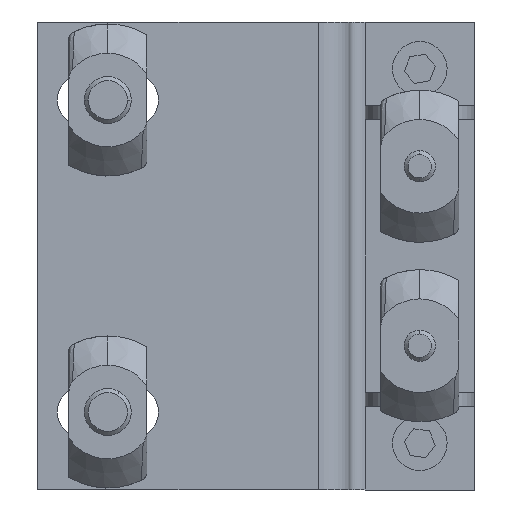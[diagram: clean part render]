
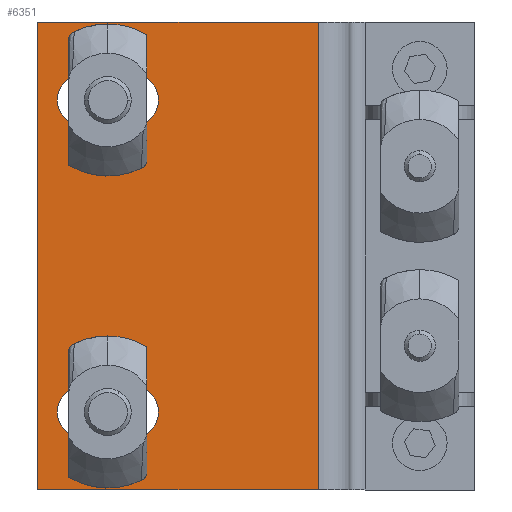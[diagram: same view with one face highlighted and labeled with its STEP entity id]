
A CAD part, front view. The second image highlights one B-rep face of the part: STEP entity #6351.
In plain terms, the highlighted planar face has unit normal (0, -1, 0).
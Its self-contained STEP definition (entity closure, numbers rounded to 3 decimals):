
#44 = EDGE_CURVE ( 'NONE', #5565, #1901, #2784, .T. ) ;
#60 = EDGE_CURVE ( 'NONE', #1529, #1800, #2436, .T. ) ;
#156 = PLANE ( 'NONE',  #4047 ) ;
#328 = LINE ( 'NONE', #2020, #2997 ) ;
#406 = AXIS2_PLACEMENT_3D ( 'NONE', #6593, #3005, #7183 ) ;
#456 = VERTEX_POINT ( 'NONE', #3571 ) ;
#470 = EDGE_CURVE ( 'NONE', #1242, #456, #5885, .T. ) ;
#482 = VERTEX_POINT ( 'NONE', #7776 ) ;
#985 = CIRCLE ( 'NONE', #1412, 3.25 ) ;
#997 = EDGE_LOOP ( 'NONE', ( #4428, #6304, #5391, #3015 ) ) ;
#1007 = DIRECTION ( 'NONE',  ( 0., 1., 0. ) ) ;
#1054 = ORIENTED_EDGE ( 'NONE', *, *, #7288, .F. ) ;
#1242 = VERTEX_POINT ( 'NONE', #7086 ) ;
#1393 = DIRECTION ( 'NONE',  ( -1., 0., 0. ) ) ;
#1412 = AXIS2_PLACEMENT_3D ( 'NONE', #4647, #1007, #5242 ) ;
#1463 = DIRECTION ( 'NONE',  ( -1., 0., 0. ) ) ;
#1529 = VERTEX_POINT ( 'NONE', #2210 ) ;
#1639 = VERTEX_POINT ( 'NONE', #7772 ) ;
#1800 = VERTEX_POINT ( 'NONE', #3258 ) ;
#1835 = CARTESIAN_POINT ( 'NONE',  ( -20., -2., -30. ) ) ;
#1883 = ORIENTED_EDGE ( 'NONE', *, *, #44, .F. ) ;
#1901 = VERTEX_POINT ( 'NONE', #3339 ) ;
#1970 = CARTESIAN_POINT ( 'NONE',  ( 0., -2., 0. ) ) ;
#2020 = CARTESIAN_POINT ( 'NONE',  ( -14.25, -2., 16.75 ) ) ;
#2025 = CARTESIAN_POINT ( 'NONE',  ( -14.25, -2., -16.75 ) ) ;
#2106 = CARTESIAN_POINT ( 'NONE',  ( 16., -2., -30. ) ) ;
#2210 = CARTESIAN_POINT ( 'NONE',  ( 16., -2., -30. ) ) ;
#2436 = LINE ( 'NONE', #6280, #6996 ) ;
#2535 = EDGE_CURVE ( 'NONE', #3660, #3583, #7631, .T. ) ;
#2557 = EDGE_CURVE ( 'NONE', #1639, #4546, #6233, .T. ) ;
#2567 = CARTESIAN_POINT ( 'NONE',  ( -14.25, -2., -23.25 ) ) ;
#2590 = DIRECTION ( 'NONE',  ( 0., 1., 0. ) ) ;
#2595 = DIRECTION ( 'NONE',  ( 0., 0., 1. ) ) ;
#2671 = CARTESIAN_POINT ( 'NONE',  ( -20., -2., 30. ) ) ;
#2745 = ORIENTED_EDGE ( 'NONE', *, *, #5112, .T. ) ;
#2775 = EDGE_CURVE ( 'NONE', #4546, #3660, #3331, .T. ) ;
#2784 = LINE ( 'NONE', #2671, #7188 ) ;
#2866 = VECTOR ( 'NONE', #7398, 1000. ) ;
#2997 = VECTOR ( 'NONE', #1393, 1000. ) ;
#3005 = DIRECTION ( 'NONE',  ( 0., 1., 0. ) ) ;
#3015 = ORIENTED_EDGE ( 'NONE', *, *, #2775, .T. ) ;
#3034 = DIRECTION ( 'NONE',  ( 0., 1., 0. ) ) ;
#3137 = ORIENTED_EDGE ( 'NONE', *, *, #470, .T. ) ;
#3159 = VECTOR ( 'NONE', #7115, 1000. ) ;
#3167 = EDGE_LOOP ( 'NONE', ( #6906, #3137, #3729, #2745 ) ) ;
#3209 = CARTESIAN_POINT ( 'NONE',  ( -14.25, -2., -23.25 ) ) ;
#3258 = CARTESIAN_POINT ( 'NONE',  ( -20., -2., -30. ) ) ;
#3313 = DIRECTION ( 'NONE',  ( 0., 0., 1. ) ) ;
#3331 = CIRCLE ( 'NONE', #4562, 3.25 ) ;
#3339 = CARTESIAN_POINT ( 'NONE',  ( 16., -2., 30. ) ) ;
#3506 = EDGE_LOOP ( 'NONE', ( #6412, #1883, #1054, #5535 ) ) ;
#3571 = CARTESIAN_POINT ( 'NONE',  ( -14.25, -2., 23.25 ) ) ;
#3583 = VERTEX_POINT ( 'NONE', #2567 ) ;
#3660 = VERTEX_POINT ( 'NONE', #3804 ) ;
#3665 = VECTOR ( 'NONE', #3696, 1000. ) ;
#3672 = VERTEX_POINT ( 'NONE', #6239 ) ;
#3696 = DIRECTION ( 'NONE',  ( 0., 0., 1. ) ) ;
#3729 = ORIENTED_EDGE ( 'NONE', *, *, #6191, .T. ) ;
#3804 = CARTESIAN_POINT ( 'NONE',  ( -7.75, -2., -23.25 ) ) ;
#4047 = AXIS2_PLACEMENT_3D ( 'NONE', #1970, #6175, #2595 ) ;
#4083 = AXIS2_PLACEMENT_3D ( 'NONE', #6624, #3034, #7212 ) ;
#4212 = FACE_BOUND ( 'NONE', #997, .T. ) ;
#4261 = EDGE_CURVE ( 'NONE', #3583, #1639, #7211, .T. ) ;
#4428 = ORIENTED_EDGE ( 'NONE', *, *, #2535, .T. ) ;
#4546 = VERTEX_POINT ( 'NONE', #6858 ) ;
#4562 = AXIS2_PLACEMENT_3D ( 'NONE', #6170, #2590, #6761 ) ;
#4647 = CARTESIAN_POINT ( 'NONE',  ( -7.75, -2., 20. ) ) ;
#4956 = EDGE_CURVE ( 'NONE', #3672, #1242, #328, .T. ) ;
#5112 = EDGE_CURVE ( 'NONE', #482, #3672, #985, .T. ) ;
#5136 = LINE ( 'NONE', #5927, #3159 ) ;
#5242 = DIRECTION ( 'NONE',  ( 0., 0., -1. ) ) ;
#5257 = LINE ( 'NONE', #1835, #3665 ) ;
#5391 = ORIENTED_EDGE ( 'NONE', *, *, #2557, .T. ) ;
#5393 = CARTESIAN_POINT ( 'NONE',  ( -20., -2., 30. ) ) ;
#5535 = ORIENTED_EDGE ( 'NONE', *, *, #60, .F. ) ;
#5565 = VERTEX_POINT ( 'NONE', #5393 ) ;
#5771 = VECTOR ( 'NONE', #3313, 1000. ) ;
#5780 = FACE_BOUND ( 'NONE', #3167, .T. ) ;
#5885 = CIRCLE ( 'NONE', #406, 3.25 ) ;
#5927 = CARTESIAN_POINT ( 'NONE',  ( -14.25, -2., 23.25 ) ) ;
#6063 = VECTOR ( 'NONE', #6224, 1000. ) ;
#6170 = CARTESIAN_POINT ( 'NONE',  ( -7.75, -2., -20. ) ) ;
#6175 = DIRECTION ( 'NONE',  ( 0., 1., 0. ) ) ;
#6191 = EDGE_CURVE ( 'NONE', #456, #482, #5136, .T. ) ;
#6224 = DIRECTION ( 'NONE',  ( -1., 0., 0. ) ) ;
#6231 = DIRECTION ( 'NONE',  ( 1., 0., 0. ) ) ;
#6233 = LINE ( 'NONE', #2025, #2866 ) ;
#6239 = CARTESIAN_POINT ( 'NONE',  ( -7.75, -2., 16.75 ) ) ;
#6280 = CARTESIAN_POINT ( 'NONE',  ( -20., -2., -30. ) ) ;
#6304 = ORIENTED_EDGE ( 'NONE', *, *, #4261, .T. ) ;
#6351 = ADVANCED_FACE ( 'NONE', ( #5780, #4212, #7344 ), #156, .F. ) ;
#6412 = ORIENTED_EDGE ( 'NONE', *, *, #6877, .T. ) ;
#6593 = CARTESIAN_POINT ( 'NONE',  ( -14.25, -2., 20. ) ) ;
#6624 = CARTESIAN_POINT ( 'NONE',  ( -14.25, -2., -20. ) ) ;
#6761 = DIRECTION ( 'NONE',  ( 0., 0., 1. ) ) ;
#6858 = CARTESIAN_POINT ( 'NONE',  ( -7.75, -2., -16.75 ) ) ;
#6877 = EDGE_CURVE ( 'NONE', #1529, #1901, #7337, .T. ) ;
#6906 = ORIENTED_EDGE ( 'NONE', *, *, #4956, .T. ) ;
#6996 = VECTOR ( 'NONE', #1463, 1000. ) ;
#7086 = CARTESIAN_POINT ( 'NONE',  ( -14.25, -2., 16.75 ) ) ;
#7115 = DIRECTION ( 'NONE',  ( 1., 0., 0. ) ) ;
#7183 = DIRECTION ( 'NONE',  ( 0., 0., -1. ) ) ;
#7188 = VECTOR ( 'NONE', #6231, 1000. ) ;
#7211 = CIRCLE ( 'NONE', #4083, 3.25 ) ;
#7212 = DIRECTION ( 'NONE',  ( 0., 0., 1. ) ) ;
#7288 = EDGE_CURVE ( 'NONE', #1800, #5565, #5257, .T. ) ;
#7337 = LINE ( 'NONE', #2106, #5771 ) ;
#7344 = FACE_OUTER_BOUND ( 'NONE', #3506, .T. ) ;
#7398 = DIRECTION ( 'NONE',  ( 1., 0., 0. ) ) ;
#7631 = LINE ( 'NONE', #3209, #6063 ) ;
#7772 = CARTESIAN_POINT ( 'NONE',  ( -14.25, -2., -16.75 ) ) ;
#7776 = CARTESIAN_POINT ( 'NONE',  ( -7.75, -2., 23.25 ) ) ;
